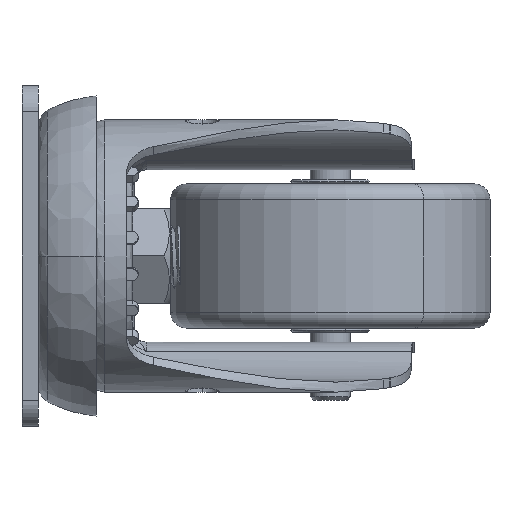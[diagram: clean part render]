
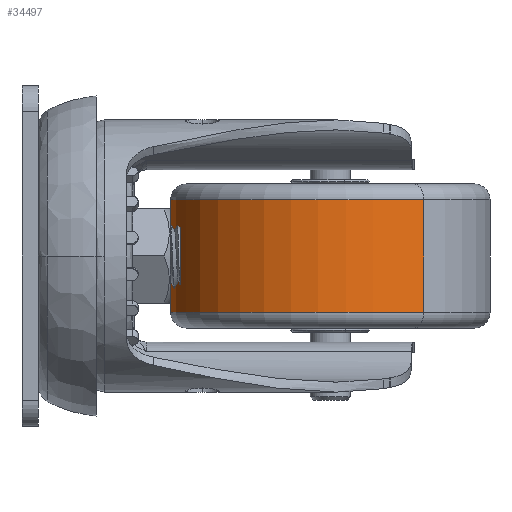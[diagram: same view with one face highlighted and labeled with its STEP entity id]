
A CAD part, left-side view. The second image highlights one B-rep face of the part: STEP entity #34497.
In plain terms, the highlighted cylindrical face has radius 40 mm (diameter 80 mm), a partial arc.
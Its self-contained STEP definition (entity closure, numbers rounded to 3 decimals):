
#25 = DIRECTION ( 'NONE',  ( 0.813, 0.582, 0. ) ) ;
#606 = CARTESIAN_POINT ( 'NONE',  ( 38., -60., 0. ) ) ;
#702 = CARTESIAN_POINT ( 'NONE',  ( 5.48, -83.29, 0. ) ) ;
#936 = DIRECTION ( 'NONE',  ( 0., 0., 1. ) ) ;
#1611 = CIRCLE ( 'NONE', #42825, 40. ) ;
#2005 = EDGE_LOOP ( 'NONE', ( #12923, #28229, #36265, #45584 ) ) ;
#2524 = AXIS2_PLACEMENT_3D ( 'NONE', #29794, #16890, #25 ) ;
#4737 = DIRECTION ( 'NONE',  ( 0., 0., 1. ) ) ;
#7987 = VERTEX_POINT ( 'NONE', #13196 ) ;
#10876 = CARTESIAN_POINT ( 'NONE',  ( 5.48, -83.29, 14. ) ) ;
#12652 = DIRECTION ( 'NONE',  ( 0., 0., 1. ) ) ;
#12923 = ORIENTED_EDGE ( 'NONE', *, *, #23150, .T. ) ;
#13196 = CARTESIAN_POINT ( 'NONE',  ( 70.52, -36.71, -14. ) ) ;
#14472 = EDGE_CURVE ( 'NONE', #7987, #34408, #30181, .T. ) ;
#15095 = CARTESIAN_POINT ( 'NONE',  ( 38., -60., -14. ) ) ;
#15738 = EDGE_CURVE ( 'NONE', #36412, #35202, #18264, .T. ) ;
#16143 = CARTESIAN_POINT ( 'NONE',  ( 70.52, -36.71, 0. ) ) ;
#16462 = VECTOR ( 'NONE', #12652, 1000. ) ;
#16890 = DIRECTION ( 'NONE',  ( 0., 0., -1. ) ) ;
#18264 = LINE ( 'NONE', #702, #43086 ) ;
#19905 = AXIS2_PLACEMENT_3D ( 'NONE', #606, #4737, #32880 ) ;
#23150 = EDGE_CURVE ( 'NONE', #7987, #36412, #1611, .T. ) ;
#24378 = CARTESIAN_POINT ( 'NONE',  ( 70.52, -36.71, 14. ) ) ;
#28229 = ORIENTED_EDGE ( 'NONE', *, *, #15738, .T. ) ;
#28904 = DIRECTION ( 'NONE',  ( 0., 0., 1. ) ) ;
#29169 = FACE_OUTER_BOUND ( 'NONE', #2005, .T. ) ;
#29623 = CYLINDRICAL_SURFACE ( 'NONE', #19905, 40. ) ;
#29794 = CARTESIAN_POINT ( 'NONE',  ( 38., -60., 14. ) ) ;
#30181 = LINE ( 'NONE', #16143, #16462 ) ;
#32880 = DIRECTION ( 'NONE',  ( 0.813, 0.582, 0. ) ) ;
#34212 = CIRCLE ( 'NONE', #2524, 40. ) ;
#34408 = VERTEX_POINT ( 'NONE', #24378 ) ;
#34497 = ADVANCED_FACE ( 'NONE', ( #29169 ), #29623, .T. ) ;
#35202 = VERTEX_POINT ( 'NONE', #10876 ) ;
#35924 = CARTESIAN_POINT ( 'NONE',  ( 5.48, -83.29, -14. ) ) ;
#36265 = ORIENTED_EDGE ( 'NONE', *, *, #38475, .T. ) ;
#36412 = VERTEX_POINT ( 'NONE', #35924 ) ;
#38475 = EDGE_CURVE ( 'NONE', #35202, #34408, #34212, .T. ) ;
#39963 = DIRECTION ( 'NONE',  ( -0.813, -0.582, 0. ) ) ;
#42825 = AXIS2_PLACEMENT_3D ( 'NONE', #15095, #28904, #39963 ) ;
#43086 = VECTOR ( 'NONE', #936, 1000. ) ;
#45584 = ORIENTED_EDGE ( 'NONE', *, *, #14472, .F. ) ;
